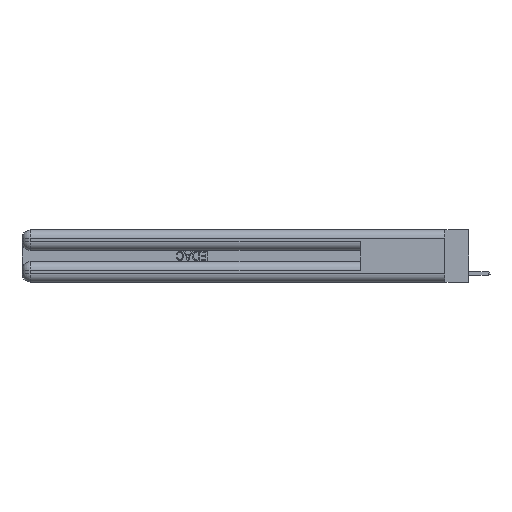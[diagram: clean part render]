
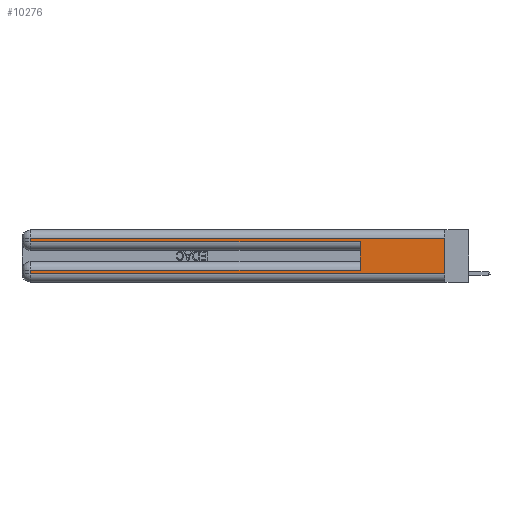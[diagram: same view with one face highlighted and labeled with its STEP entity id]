
A CAD part, left-side view. The second image highlights one B-rep face of the part: STEP entity #10276.
In plain terms, the highlighted planar face has unit normal (-1, 0, 0).
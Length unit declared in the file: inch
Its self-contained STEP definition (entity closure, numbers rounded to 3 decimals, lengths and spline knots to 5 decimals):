
#141 = DIRECTION ( 'NONE',  ( 0., 0., -1. ) ) ;
#953 = ORIENTED_EDGE ( 'NONE', *, *, #9658, .T. ) ;
#1497 = EDGE_LOOP ( 'NONE', ( #8915, #26600, #6389, #5453, #27742, #14217, #4199, #953 ) ) ;
#2141 = DIRECTION ( 'NONE',  ( 0., -1., 0. ) ) ;
#2960 = VECTOR ( 'NONE', #10515, 39.37008 ) ;
#4099 = CARTESIAN_POINT ( 'NONE',  ( 0., 0.6, 0.145 ) ) ;
#4199 = ORIENTED_EDGE ( 'NONE', *, *, #14312, .T. ) ;
#4647 = VERTEX_POINT ( 'NONE', #20825 ) ;
#5211 = CARTESIAN_POINT ( 'NONE',  ( 0., 0., 0.31 ) ) ;
#5453 = ORIENTED_EDGE ( 'NONE', *, *, #7887, .T. ) ;
#5580 = VERTEX_POINT ( 'NONE', #12371 ) ;
#6087 = LINE ( 'NONE', #14994, #22899 ) ;
#6389 = ORIENTED_EDGE ( 'NONE', *, *, #14662, .T. ) ;
#6487 = DIRECTION ( 'NONE',  ( 0., 0., 1. ) ) ;
#6642 = VECTOR ( 'NONE', #16862, 39.37008 ) ;
#6964 = VERTEX_POINT ( 'NONE', #18217 ) ;
#7412 = VECTOR ( 'NONE', #6487, 39.37008 ) ;
#7467 = EDGE_CURVE ( 'NONE', #19908, #17552, #10493, .T. ) ;
#7883 = EDGE_CURVE ( 'NONE', #15457, #4647, #8198, .T. ) ;
#7887 = EDGE_CURVE ( 'NONE', #5580, #9586, #6087, .T. ) ;
#8198 = LINE ( 'NONE', #23486, #25164 ) ;
#8684 = LINE ( 'NONE', #14916, #2960 ) ;
#8915 = ORIENTED_EDGE ( 'NONE', *, *, #7467, .F. ) ;
#9586 = VERTEX_POINT ( 'NONE', #22277 ) ;
#9658 = EDGE_CURVE ( 'NONE', #6964, #17552, #14199, .T. ) ;
#10276 = ADVANCED_FACE ( 'NONE', ( #17142 ), #14728, .F. ) ;
#10493 = LINE ( 'NONE', #19132, #6642 ) ;
#10515 = DIRECTION ( 'NONE',  ( 0., 0., -1. ) ) ;
#10947 = AXIS2_PLACEMENT_3D ( 'NONE', #23638, #21241, #25633 ) ;
#12129 = LINE ( 'NONE', #5211, #21388 ) ;
#12271 = EDGE_CURVE ( 'NONE', #19908, #13448, #12129, .T. ) ;
#12371 = CARTESIAN_POINT ( 'NONE',  ( 0., 2.94, 0.285 ) ) ;
#12386 = EDGE_CURVE ( 'NONE', #15457, #9586, #12850, .T. ) ;
#12850 = LINE ( 'NONE', #4099, #7412 ) ;
#13315 = CARTESIAN_POINT ( 'NONE',  ( 0., 0., 0.06 ) ) ;
#13448 = VERTEX_POINT ( 'NONE', #20651 ) ;
#14199 = LINE ( 'NONE', #23249, #27224 ) ;
#14217 = ORIENTED_EDGE ( 'NONE', *, *, #7883, .T. ) ;
#14312 = EDGE_CURVE ( 'NONE', #4647, #6964, #8684, .T. ) ;
#14662 = EDGE_CURVE ( 'NONE', #13448, #5580, #25742, .T. ) ;
#14719 = VECTOR ( 'NONE', #141, 39.37008 ) ;
#14728 = PLANE ( 'NONE',  #10947 ) ;
#14916 = CARTESIAN_POINT ( 'NONE',  ( 0., 2.94, 0.37 ) ) ;
#14994 = CARTESIAN_POINT ( 'NONE',  ( 0., 0., 0.285 ) ) ;
#15457 = VERTEX_POINT ( 'NONE', #18461 ) ;
#16190 = DIRECTION ( 'NONE',  ( 0., -1., 0. ) ) ;
#16862 = DIRECTION ( 'NONE',  ( 0., 0., -1. ) ) ;
#17142 = FACE_OUTER_BOUND ( 'NONE', #1497, .T. ) ;
#17552 = VERTEX_POINT ( 'NONE', #13315 ) ;
#18217 = CARTESIAN_POINT ( 'NONE',  ( 0., 2.94, 0.06 ) ) ;
#18461 = CARTESIAN_POINT ( 'NONE',  ( 0., 0.6, 0.085 ) ) ;
#19132 = CARTESIAN_POINT ( 'NONE',  ( 0., 0., 0.37 ) ) ;
#19908 = VERTEX_POINT ( 'NONE', #21289 ) ;
#20334 = DIRECTION ( 'NONE',  ( 0., 1., 0. ) ) ;
#20651 = CARTESIAN_POINT ( 'NONE',  ( 0., 2.94, 0.31 ) ) ;
#20825 = CARTESIAN_POINT ( 'NONE',  ( 0., 2.94, 0.085 ) ) ;
#21241 = DIRECTION ( 'NONE',  ( 1., 0., 0. ) ) ;
#21289 = CARTESIAN_POINT ( 'NONE',  ( 0., 0., 0.31 ) ) ;
#21388 = VECTOR ( 'NONE', #20334, 39.37008 ) ;
#22277 = CARTESIAN_POINT ( 'NONE',  ( 0., 0.6, 0.285 ) ) ;
#22899 = VECTOR ( 'NONE', #2141, 39.37008 ) ;
#23249 = CARTESIAN_POINT ( 'NONE',  ( 0., 0., 0.06 ) ) ;
#23345 = DIRECTION ( 'NONE',  ( 0., 1., 0. ) ) ;
#23486 = CARTESIAN_POINT ( 'NONE',  ( 0., 0., 0.085 ) ) ;
#23638 = CARTESIAN_POINT ( 'NONE',  ( 0., 0., 0.37 ) ) ;
#24025 = CARTESIAN_POINT ( 'NONE',  ( 0., 2.94, 0.37 ) ) ;
#25164 = VECTOR ( 'NONE', #23345, 39.37008 ) ;
#25633 = DIRECTION ( 'NONE',  ( 0., 0., -1. ) ) ;
#25742 = LINE ( 'NONE', #24025, #14719 ) ;
#26600 = ORIENTED_EDGE ( 'NONE', *, *, #12271, .T. ) ;
#27224 = VECTOR ( 'NONE', #16190, 39.37008 ) ;
#27742 = ORIENTED_EDGE ( 'NONE', *, *, #12386, .F. ) ;
